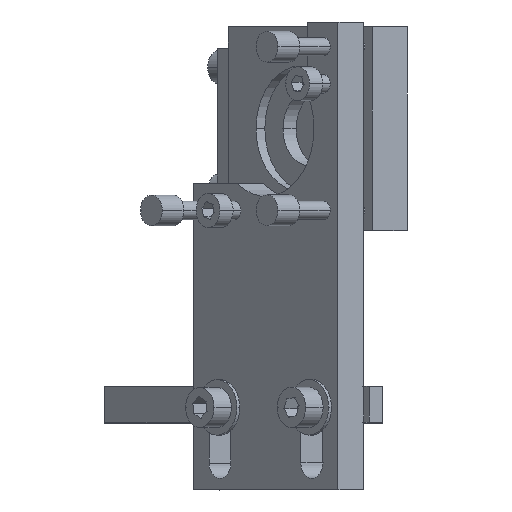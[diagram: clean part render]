
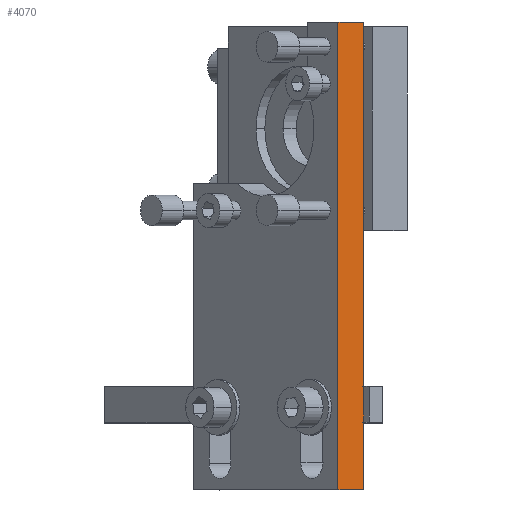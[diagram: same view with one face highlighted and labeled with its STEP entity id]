
A CAD part, top view. The second image highlights one B-rep face of the part: STEP entity #4070.
In plain terms, the highlighted planar face has unit normal (0.707, 0, 0.707).
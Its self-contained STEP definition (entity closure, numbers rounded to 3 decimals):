
#308 = VERTEX_POINT ( 'NONE', #7041 ) ;
#725 = LINE ( 'NONE', #6325, #3689 ) ;
#736 = CARTESIAN_POINT ( 'NONE',  ( 1.131, 17.25, 22.203 ) ) ;
#766 = VERTEX_POINT ( 'NONE', #7002 ) ;
#1120 = LINE ( 'NONE', #1172, #5374 ) ;
#1172 = CARTESIAN_POINT ( 'NONE',  ( 5.303, -58.5, 18.031 ) ) ;
#1243 = LINE ( 'NONE', #1786, #1952 ) ;
#1459 = ORIENTED_EDGE ( 'NONE', *, *, #4924, .T. ) ;
#1599 = CARTESIAN_POINT ( 'NONE',  ( 5.303, -58.5, 18.031 ) ) ;
#1698 = EDGE_CURVE ( 'NONE', #766, #6177, #1243, .T. ) ;
#1786 = CARTESIAN_POINT ( 'NONE',  ( 5.303, 17.25, 18.031 ) ) ;
#1818 = EDGE_LOOP ( 'NONE', ( #3040, #4152, #6026, #1459, #6637, #4055 ) ) ;
#1841 = DIRECTION ( 'NONE',  ( 0.707, 0., -0.707 ) ) ;
#1863 = PLANE ( 'NONE',  #6358 ) ;
#1952 = VECTOR ( 'NONE', #5688, 1000. ) ;
#2406 = DIRECTION ( 'NONE',  ( 0.707, 0., -0.707 ) ) ;
#2844 = EDGE_CURVE ( 'NONE', #308, #5586, #6905, .T. ) ;
#3040 = ORIENTED_EDGE ( 'NONE', *, *, #4607, .T. ) ;
#3146 = LINE ( 'NONE', #5130, #6064 ) ;
#3237 = DIRECTION ( 'NONE',  ( 0., -1., 0. ) ) ;
#3323 = DIRECTION ( 'NONE',  ( 0., -1., 0. ) ) ;
#3335 = EDGE_CURVE ( 'NONE', #5756, #766, #3146, .T. ) ;
#3402 = CARTESIAN_POINT ( 'NONE',  ( 1.131, 17.25, 22.203 ) ) ;
#3689 = VECTOR ( 'NONE', #5187, 1000. ) ;
#3707 = LINE ( 'NONE', #6088, #6632 ) ;
#3963 = CARTESIAN_POINT ( 'NONE',  ( 5.303, -41.75, 18.031 ) ) ;
#4055 = ORIENTED_EDGE ( 'NONE', *, *, #3335, .F. ) ;
#4070 = ADVANCED_FACE ( 'NONE', ( #4394 ), #1863, .T. ) ;
#4152 = ORIENTED_EDGE ( 'NONE', *, *, #6892, .F. ) ;
#4189 = VERTEX_POINT ( 'NONE', #4703 ) ;
#4394 = FACE_OUTER_BOUND ( 'NONE', #1818, .T. ) ;
#4607 = EDGE_CURVE ( 'NONE', #5756, #4189, #3707, .T. ) ;
#4703 = CARTESIAN_POINT ( 'NONE',  ( 1.131, -58.5, 22.203 ) ) ;
#4924 = EDGE_CURVE ( 'NONE', #308, #6177, #725, .T. ) ;
#5022 = DIRECTION ( 'NONE',  ( -0.707, 0., 0.707 ) ) ;
#5130 = CARTESIAN_POINT ( 'NONE',  ( 1.131, 17.25, 22.203 ) ) ;
#5187 = DIRECTION ( 'NONE',  ( 0., 1., 0. ) ) ;
#5262 = VECTOR ( 'NONE', #3237, 1000. ) ;
#5374 = VECTOR ( 'NONE', #5022, 1000. ) ;
#5586 = VERTEX_POINT ( 'NONE', #1599 ) ;
#5688 = DIRECTION ( 'NONE',  ( 0., -1., 0. ) ) ;
#5717 = DIRECTION ( 'NONE',  ( 0.707, 0., 0.707 ) ) ;
#5756 = VERTEX_POINT ( 'NONE', #3402 ) ;
#6026 = ORIENTED_EDGE ( 'NONE', *, *, #2844, .F. ) ;
#6064 = VECTOR ( 'NONE', #1841, 1000. ) ;
#6088 = CARTESIAN_POINT ( 'NONE',  ( 1.131, 17.25, 22.203 ) ) ;
#6177 = VERTEX_POINT ( 'NONE', #3963 ) ;
#6325 = CARTESIAN_POINT ( 'NONE',  ( 5.303, 17.25, 18.031 ) ) ;
#6358 = AXIS2_PLACEMENT_3D ( 'NONE', #736, #5717, #2406 ) ;
#6404 = CARTESIAN_POINT ( 'NONE',  ( 5.303, 17.25, 18.031 ) ) ;
#6632 = VECTOR ( 'NONE', #3323, 1000. ) ;
#6637 = ORIENTED_EDGE ( 'NONE', *, *, #1698, .F. ) ;
#6892 = EDGE_CURVE ( 'NONE', #5586, #4189, #1120, .T. ) ;
#6905 = LINE ( 'NONE', #6404, #5262 ) ;
#7002 = CARTESIAN_POINT ( 'NONE',  ( 5.303, 17.25, 18.031 ) ) ;
#7041 = CARTESIAN_POINT ( 'NONE',  ( 5.303, -47.55, 18.031 ) ) ;
